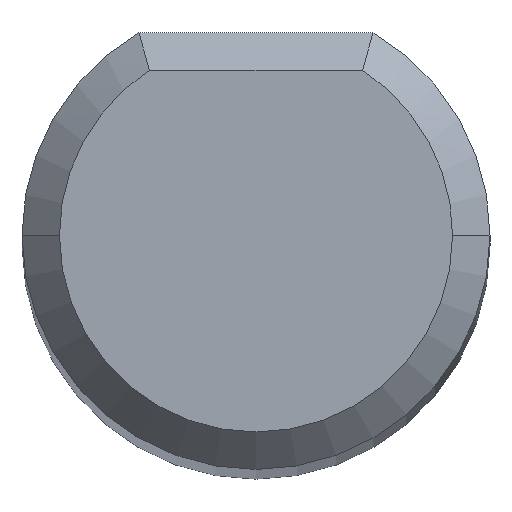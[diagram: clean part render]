
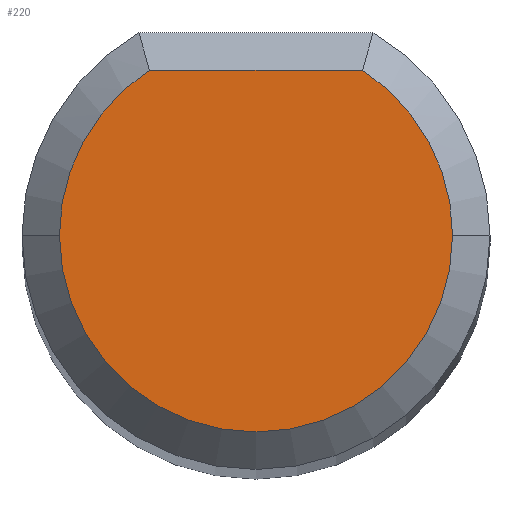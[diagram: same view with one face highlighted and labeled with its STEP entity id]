
A CAD part, top view. The second image highlights one B-rep face of the part: STEP entity #220.
In plain terms, the highlighted planar face has unit normal (0, 0, 1).
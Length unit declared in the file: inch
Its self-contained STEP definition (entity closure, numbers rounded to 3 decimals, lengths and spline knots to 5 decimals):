
#11 = DIRECTION ( 'NONE',  ( 0., 0., 1. ) ) ;
#14 = CARTESIAN_POINT ( 'NONE',  ( 0.05689, 0.08825, 3. ) ) ;
#17 = CIRCLE ( 'NONE', #131, 0.105 ) ;
#28 = CIRCLE ( 'NONE', #387, 0.105 ) ;
#37 = DIRECTION ( 'NONE',  ( 1., 0., 0. ) ) ;
#40 = CARTESIAN_POINT ( 'NONE',  ( 0., 0., 3. ) ) ;
#42 = ORIENTED_EDGE ( 'NONE', *, *, #56, .T. ) ;
#43 = CARTESIAN_POINT ( 'NONE',  ( 0.105, 0., 3. ) ) ;
#56 = EDGE_CURVE ( 'NONE', #239, #319, #276, .T. ) ;
#58 = AXIS2_PLACEMENT_3D ( 'NONE', #40, #288, #159 ) ;
#66 = EDGE_CURVE ( 'NONE', #68, #292, #28, .T. ) ;
#68 = VERTEX_POINT ( 'NONE', #72 ) ;
#69 = DIRECTION ( 'NONE',  ( 0., 0., 1. ) ) ;
#72 = CARTESIAN_POINT ( 'NONE',  ( -0.05689, 0.08825, 3. ) ) ;
#74 = VECTOR ( 'NONE', #237, 39.37008 ) ;
#106 = DIRECTION ( 'NONE',  ( 0., 0., 1. ) ) ;
#107 = CARTESIAN_POINT ( 'NONE',  ( -0.105, 0., 3. ) ) ;
#114 = ORIENTED_EDGE ( 'NONE', *, *, #133, .T. ) ;
#130 = AXIS2_PLACEMENT_3D ( 'NONE', #324, #106, #352 ) ;
#131 = AXIS2_PLACEMENT_3D ( 'NONE', #216, #69, #281 ) ;
#133 = EDGE_CURVE ( 'NONE', #319, #68, #301, .T. ) ;
#152 = ORIENTED_EDGE ( 'NONE', *, *, #66, .T. ) ;
#159 = DIRECTION ( 'NONE',  ( 1., 0., 0. ) ) ;
#179 = ORIENTED_EDGE ( 'NONE', *, *, #386, .T. ) ;
#216 = CARTESIAN_POINT ( 'NONE',  ( 0., 0., 3. ) ) ;
#220 = ADVANCED_FACE ( 'NONE', ( #351 ), #343, .T. ) ;
#224 = CARTESIAN_POINT ( 'NONE',  ( 0., 0., 3. ) ) ;
#237 = DIRECTION ( 'NONE',  ( -1., 0., 0. ) ) ;
#239 = VERTEX_POINT ( 'NONE', #43 ) ;
#272 = CARTESIAN_POINT ( 'NONE',  ( -0.0625, 0.08825, 3. ) ) ;
#276 = CIRCLE ( 'NONE', #130, 0.105 ) ;
#281 = DIRECTION ( 'NONE',  ( 1., 0., 0. ) ) ;
#288 = DIRECTION ( 'NONE',  ( 0., 0., 1. ) ) ;
#292 = VERTEX_POINT ( 'NONE', #107 ) ;
#301 = LINE ( 'NONE', #272, #74 ) ;
#319 = VERTEX_POINT ( 'NONE', #14 ) ;
#324 = CARTESIAN_POINT ( 'NONE',  ( 0., 0., 3. ) ) ;
#343 = PLANE ( 'NONE',  #58 ) ;
#344 = EDGE_LOOP ( 'NONE', ( #152, #179, #42, #114 ) ) ;
#351 = FACE_OUTER_BOUND ( 'NONE', #344, .T. ) ;
#352 = DIRECTION ( 'NONE',  ( 1., 0., 0. ) ) ;
#386 = EDGE_CURVE ( 'NONE', #292, #239, #17, .T. ) ;
#387 = AXIS2_PLACEMENT_3D ( 'NONE', #224, #11, #37 ) ;
